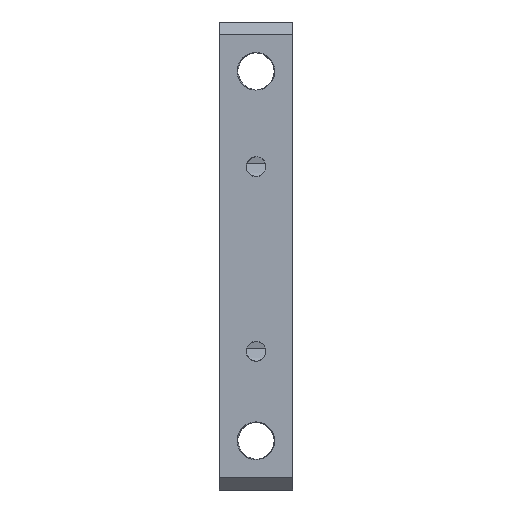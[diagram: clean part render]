
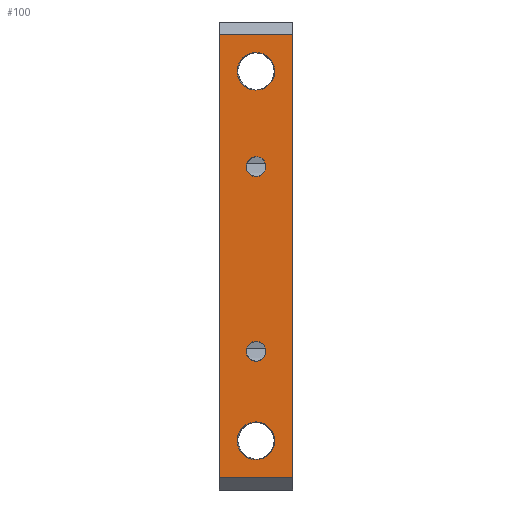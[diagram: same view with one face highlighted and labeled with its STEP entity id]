
A CAD part, left-side view. The second image highlights one B-rep face of the part: STEP entity #100.
In plain terms, the highlighted planar face has unit normal (-1, 0, 0).
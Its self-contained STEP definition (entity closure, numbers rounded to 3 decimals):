
#37=FACE_BOUND('',#243,.T.);
#38=FACE_BOUND('',#244,.T.);
#39=FACE_BOUND('',#245,.T.);
#40=FACE_BOUND('',#246,.T.);
#100=ADVANCED_FACE('',(#160,#37,#38,#39,#40),#1272,.T.);
#160=FACE_OUTER_BOUND('',#242,.T.);
#242=EDGE_LOOP('',(#659,#660,#661,#662));
#243=EDGE_LOOP('',(#663,#664,#665));
#244=EDGE_LOOP('',(#666,#667,#668));
#245=EDGE_LOOP('',(#669,#670,#671));
#246=EDGE_LOOP('',(#672,#673,#674));
#659=ORIENTED_EDGE('',*,*,#702,.F.);
#660=ORIENTED_EDGE('',*,*,#728,.F.);
#661=ORIENTED_EDGE('',*,*,#735,.F.);
#662=ORIENTED_EDGE('',*,*,#708,.T.);
#663=ORIENTED_EDGE('',*,*,#801,.T.);
#664=ORIENTED_EDGE('',*,*,#800,.T.);
#665=ORIENTED_EDGE('',*,*,#799,.T.);
#666=ORIENTED_EDGE('',*,*,#808,.T.);
#667=ORIENTED_EDGE('',*,*,#807,.T.);
#668=ORIENTED_EDGE('',*,*,#806,.T.);
#669=ORIENTED_EDGE('',*,*,#835,.T.);
#670=ORIENTED_EDGE('',*,*,#827,.T.);
#671=ORIENTED_EDGE('',*,*,#828,.T.);
#672=ORIENTED_EDGE('',*,*,#845,.T.);
#673=ORIENTED_EDGE('',*,*,#837,.T.);
#674=ORIENTED_EDGE('',*,*,#838,.T.);
#702=EDGE_CURVE('',#1128,#1129,#908,.T.);
#708=EDGE_CURVE('',#1133,#1129,#914,.T.);
#728=EDGE_CURVE('',#1164,#1128,#934,.T.);
#735=EDGE_CURVE('',#1133,#1164,#941,.T.);
#799=EDGE_CURVE('',#1219,#1220,#1059,.T.);
#800=EDGE_CURVE('',#1221,#1219,#1060,.T.);
#801=EDGE_CURVE('',#1220,#1221,#1061,.T.);
#806=EDGE_CURVE('',#1226,#1227,#1062,.T.);
#807=EDGE_CURVE('',#1228,#1226,#1063,.T.);
#808=EDGE_CURVE('',#1227,#1228,#1064,.T.);
#827=EDGE_CURVE('',#1239,#1240,#1071,.T.);
#828=EDGE_CURVE('',#1240,#1249,#1072,.T.);
#835=EDGE_CURVE('',#1249,#1239,#1075,.T.);
#837=EDGE_CURVE('',#1242,#1243,#1077,.T.);
#838=EDGE_CURVE('',#1243,#1250,#1078,.T.);
#845=EDGE_CURVE('',#1250,#1242,#1081,.T.);
#908=B_SPLINE_CURVE_WITH_KNOTS('',1,(#2297,#2298),.UNSPECIFIED.,.F.,.F.,
(2,2),(0.,12.),.UNSPECIFIED.);
#914=B_SPLINE_CURVE_WITH_KNOTS('',1,(#2309,#2310),.UNSPECIFIED.,.F.,.F.,
(2,2),(0.,72.),.UNSPECIFIED.);
#934=B_SPLINE_CURVE_WITH_KNOTS('',1,(#2349,#2350),.UNSPECIFIED.,.F.,.F.,
(2,2),(0.,72.),.UNSPECIFIED.);
#941=B_SPLINE_CURVE_WITH_KNOTS('',1,(#2363,#2364),.UNSPECIFIED.,.F.,.F.,
(2,2),(0.,12.),.UNSPECIFIED.);
#1059=(
BOUNDED_CURVE()
B_SPLINE_CURVE(2,(#2675,#2676,#2677),.UNSPECIFIED.,.F.,.F.)
B_SPLINE_CURVE_WITH_KNOTS((3,3),(2.546,5.093),
 .UNSPECIFIED.)
CURVE()
GEOMETRIC_REPRESENTATION_ITEM()
RATIONAL_B_SPLINE_CURVE((1.,0.707,1.))
REPRESENTATION_ITEM('')
);
#1060=(
BOUNDED_CURVE()
B_SPLINE_CURVE(2,(#2678,#2679,#2680),.UNSPECIFIED.,.F.,.F.)
B_SPLINE_CURVE_WITH_KNOTS((3,3),(0.,2.546),.UNSPECIFIED.)
CURVE()
GEOMETRIC_REPRESENTATION_ITEM()
RATIONAL_B_SPLINE_CURVE((1.,0.707,1.))
REPRESENTATION_ITEM('')
);
#1061=(
BOUNDED_CURVE()
B_SPLINE_CURVE(2,(#2681,#2682,#2683,#2684,#2685),.UNSPECIFIED.,.F.,.F.)
B_SPLINE_CURVE_WITH_KNOTS((3,2,3),(0.,2.546,5.093),
 .UNSPECIFIED.)
CURVE()
GEOMETRIC_REPRESENTATION_ITEM()
RATIONAL_B_SPLINE_CURVE((1.,0.707,1.,0.707,1.))
REPRESENTATION_ITEM('')
);
#1062=(
BOUNDED_CURVE()
B_SPLINE_CURVE(2,(#2710,#2711,#2712),.UNSPECIFIED.,.F.,.F.)
B_SPLINE_CURVE_WITH_KNOTS((3,3),(2.546,5.093),
 .UNSPECIFIED.)
CURVE()
GEOMETRIC_REPRESENTATION_ITEM()
RATIONAL_B_SPLINE_CURVE((1.,0.707,1.))
REPRESENTATION_ITEM('')
);
#1063=(
BOUNDED_CURVE()
B_SPLINE_CURVE(2,(#2713,#2714,#2715),.UNSPECIFIED.,.F.,.F.)
B_SPLINE_CURVE_WITH_KNOTS((3,3),(0.,2.546),.UNSPECIFIED.)
CURVE()
GEOMETRIC_REPRESENTATION_ITEM()
RATIONAL_B_SPLINE_CURVE((1.,0.707,1.))
REPRESENTATION_ITEM('')
);
#1064=(
BOUNDED_CURVE()
B_SPLINE_CURVE(2,(#2716,#2717,#2718,#2719,#2720),.UNSPECIFIED.,.F.,.F.)
B_SPLINE_CURVE_WITH_KNOTS((3,2,3),(0.,2.546,5.093),
 .UNSPECIFIED.)
CURVE()
GEOMETRIC_REPRESENTATION_ITEM()
RATIONAL_B_SPLINE_CURVE((1.,0.707,1.,0.707,1.))
REPRESENTATION_ITEM('')
);
#1071=(
BOUNDED_CURVE()
B_SPLINE_CURVE(2,(#2815,#2816,#2817),.UNSPECIFIED.,.F.,.F.)
B_SPLINE_CURVE_WITH_KNOTS((3,3),(14.373,19.164),
 .UNSPECIFIED.)
CURVE()
GEOMETRIC_REPRESENTATION_ITEM()
RATIONAL_B_SPLINE_CURVE((1.,0.707,1.))
REPRESENTATION_ITEM('')
);
#1072=(
BOUNDED_CURVE()
B_SPLINE_CURVE(2,(#2818,#2819,#2820,#2821,#2822),.UNSPECIFIED.,.F.,.F.)
B_SPLINE_CURVE_WITH_KNOTS((3,2,3),(0.,4.791,9.582),
 .UNSPECIFIED.)
CURVE()
GEOMETRIC_REPRESENTATION_ITEM()
RATIONAL_B_SPLINE_CURVE((1.,0.707,1.,0.707,1.))
REPRESENTATION_ITEM('')
);
#1075=(
BOUNDED_CURVE()
B_SPLINE_CURVE(2,(#2839,#2840,#2841),.UNSPECIFIED.,.F.,.F.)
B_SPLINE_CURVE_WITH_KNOTS((3,3),(9.582,14.373),
 .UNSPECIFIED.)
CURVE()
GEOMETRIC_REPRESENTATION_ITEM()
RATIONAL_B_SPLINE_CURVE((1.,0.707,1.))
REPRESENTATION_ITEM('')
);
#1077=(
BOUNDED_CURVE()
B_SPLINE_CURVE(2,(#2847,#2848,#2849),.UNSPECIFIED.,.F.,.F.)
B_SPLINE_CURVE_WITH_KNOTS((3,3),(14.373,19.164),
 .UNSPECIFIED.)
CURVE()
GEOMETRIC_REPRESENTATION_ITEM()
RATIONAL_B_SPLINE_CURVE((1.,0.707,1.))
REPRESENTATION_ITEM('')
);
#1078=(
BOUNDED_CURVE()
B_SPLINE_CURVE(2,(#2850,#2851,#2852,#2853,#2854),.UNSPECIFIED.,.F.,.F.)
B_SPLINE_CURVE_WITH_KNOTS((3,2,3),(0.,4.791,9.582),
 .UNSPECIFIED.)
CURVE()
GEOMETRIC_REPRESENTATION_ITEM()
RATIONAL_B_SPLINE_CURVE((1.,0.707,1.,0.707,1.))
REPRESENTATION_ITEM('')
);
#1081=(
BOUNDED_CURVE()
B_SPLINE_CURVE(2,(#2871,#2872,#2873),.UNSPECIFIED.,.F.,.F.)
B_SPLINE_CURVE_WITH_KNOTS((3,3),(9.582,14.373),
 .UNSPECIFIED.)
CURVE()
GEOMETRIC_REPRESENTATION_ITEM()
RATIONAL_B_SPLINE_CURVE((1.,0.707,1.))
REPRESENTATION_ITEM('')
);
#1128=VERTEX_POINT('',#2112);
#1129=VERTEX_POINT('',#2113);
#1133=VERTEX_POINT('',#2117);
#1164=VERTEX_POINT('',#2148);
#1219=VERTEX_POINT('',#2203);
#1220=VERTEX_POINT('',#2204);
#1221=VERTEX_POINT('',#2205);
#1226=VERTEX_POINT('',#2210);
#1227=VERTEX_POINT('',#2211);
#1228=VERTEX_POINT('',#2212);
#1239=VERTEX_POINT('',#2223);
#1240=VERTEX_POINT('',#2224);
#1242=VERTEX_POINT('',#2226);
#1243=VERTEX_POINT('',#2227);
#1249=VERTEX_POINT('',#2233);
#1250=VERTEX_POINT('',#2234);
#1272=PLANE('',#1352);
#1352=AXIS2_PLACEMENT_3D('',#2086,#1377,$);
#1377=DIRECTION('',(-1.,0.,0.));
#2086=CARTESIAN_POINT('',(-23.,-7.32,-5.283));
#2112=CARTESIAN_POINT('',(-23.,6.,74.037));
#2113=CARTESIAN_POINT('',(-23.,-6.,74.037));
#2117=CARTESIAN_POINT('',(-23.,-6.,2.037));
#2148=CARTESIAN_POINT('',(-23.,6.,2.037));
#2203=CARTESIAN_POINT('',(-23.,0.,24.158));
#2204=CARTESIAN_POINT('',(-23.,-1.621,22.537));
#2205=CARTESIAN_POINT('',(-23.,1.621,22.537));
#2210=CARTESIAN_POINT('',(-23.,0.,54.158));
#2211=CARTESIAN_POINT('',(-23.,-1.621,52.537));
#2212=CARTESIAN_POINT('',(-23.,1.621,52.537));
#2223=CARTESIAN_POINT('',(-23.,0.,4.987));
#2224=CARTESIAN_POINT('',(-23.,3.05,8.037));
#2226=CARTESIAN_POINT('',(-23.,0.,64.987));
#2227=CARTESIAN_POINT('',(-23.,3.05,68.037));
#2233=CARTESIAN_POINT('',(-23.,-3.05,8.037));
#2234=CARTESIAN_POINT('',(-23.,-3.05,68.037));
#2297=CARTESIAN_POINT('',(-23.,6.,74.037));
#2298=CARTESIAN_POINT('',(-23.,-6.,74.037));
#2309=CARTESIAN_POINT('',(-23.,-6.,2.037));
#2310=CARTESIAN_POINT('',(-23.,-6.,74.037));
#2349=CARTESIAN_POINT('',(-23.,6.,2.037));
#2350=CARTESIAN_POINT('',(-23.,6.,74.037));
#2363=CARTESIAN_POINT('',(-23.,-6.,2.037));
#2364=CARTESIAN_POINT('',(-23.,6.,2.037));
#2675=CARTESIAN_POINT('',(-23.,0.,24.158));
#2676=CARTESIAN_POINT('',(-23.,-1.621,24.158));
#2677=CARTESIAN_POINT('',(-23.,-1.621,22.537));
#2678=CARTESIAN_POINT('',(-23.,1.621,22.537));
#2679=CARTESIAN_POINT('',(-23.,1.621,24.158));
#2680=CARTESIAN_POINT('',(-23.,0.,24.158));
#2681=CARTESIAN_POINT('',(-23.,-1.621,22.537));
#2682=CARTESIAN_POINT('',(-23.,-1.621,20.916));
#2683=CARTESIAN_POINT('',(-23.,0.,20.916));
#2684=CARTESIAN_POINT('',(-23.,1.621,20.916));
#2685=CARTESIAN_POINT('',(-23.,1.621,22.537));
#2710=CARTESIAN_POINT('',(-23.,0.,54.158));
#2711=CARTESIAN_POINT('',(-23.,-1.621,54.158));
#2712=CARTESIAN_POINT('',(-23.,-1.621,52.537));
#2713=CARTESIAN_POINT('',(-23.,1.621,52.537));
#2714=CARTESIAN_POINT('',(-23.,1.621,54.158));
#2715=CARTESIAN_POINT('',(-23.,0.,54.158));
#2716=CARTESIAN_POINT('',(-23.,-1.621,52.537));
#2717=CARTESIAN_POINT('',(-23.,-1.621,50.916));
#2718=CARTESIAN_POINT('',(-23.,0.,50.916));
#2719=CARTESIAN_POINT('',(-23.,1.621,50.916));
#2720=CARTESIAN_POINT('',(-23.,1.621,52.537));
#2815=CARTESIAN_POINT('',(-23.,0.,4.987));
#2816=CARTESIAN_POINT('',(-23.,3.05,4.987));
#2817=CARTESIAN_POINT('',(-23.,3.05,8.037));
#2818=CARTESIAN_POINT('',(-23.,3.05,8.037));
#2819=CARTESIAN_POINT('',(-23.,3.05,11.087));
#2820=CARTESIAN_POINT('',(-23.,0.,11.087));
#2821=CARTESIAN_POINT('',(-23.,-3.05,11.087));
#2822=CARTESIAN_POINT('',(-23.,-3.05,8.037));
#2839=CARTESIAN_POINT('',(-23.,-3.05,8.037));
#2840=CARTESIAN_POINT('',(-23.,-3.05,4.987));
#2841=CARTESIAN_POINT('',(-23.,0.,4.987));
#2847=CARTESIAN_POINT('',(-23.,0.,64.987));
#2848=CARTESIAN_POINT('',(-23.,3.05,64.987));
#2849=CARTESIAN_POINT('',(-23.,3.05,68.037));
#2850=CARTESIAN_POINT('',(-23.,3.05,68.037));
#2851=CARTESIAN_POINT('',(-23.,3.05,71.087));
#2852=CARTESIAN_POINT('',(-23.,0.,71.087));
#2853=CARTESIAN_POINT('',(-23.,-3.05,71.087));
#2854=CARTESIAN_POINT('',(-23.,-3.05,68.037));
#2871=CARTESIAN_POINT('',(-23.,-3.05,68.037));
#2872=CARTESIAN_POINT('',(-23.,-3.05,64.987));
#2873=CARTESIAN_POINT('',(-23.,0.,64.987));
